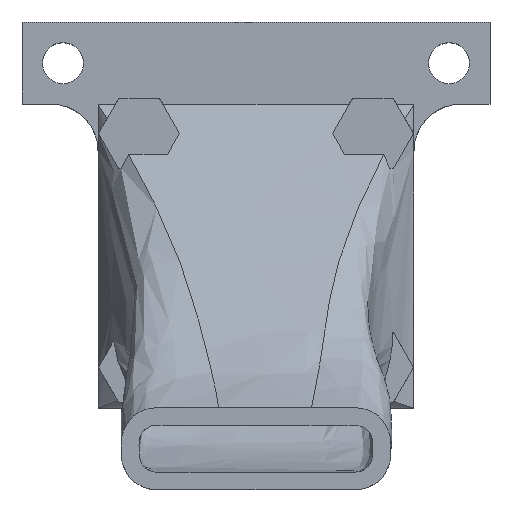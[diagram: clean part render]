
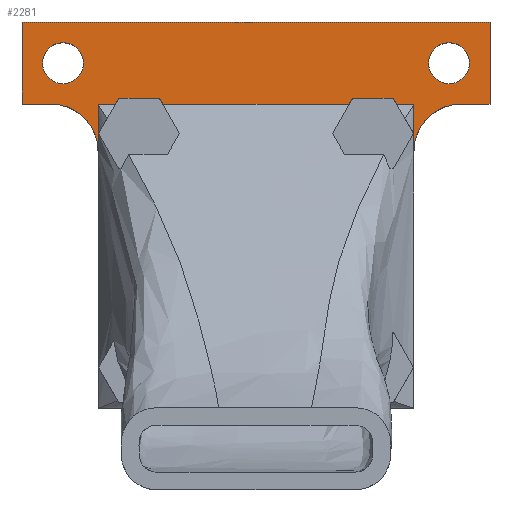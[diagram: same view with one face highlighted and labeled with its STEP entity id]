
A CAD part, top view. The second image highlights one B-rep face of the part: STEP entity #2281.
In plain terms, the highlighted planar face has unit normal (0, 0, 1).
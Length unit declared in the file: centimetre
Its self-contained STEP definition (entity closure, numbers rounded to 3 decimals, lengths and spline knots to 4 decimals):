
#726=VERTEX_POINT('',#9662);
#727=VERTEX_POINT('',#9664);
#732=VERTEX_POINT('',#9675);
#733=VERTEX_POINT('',#9677);
#819=VERTEX_POINT('',#10087);
#820=VERTEX_POINT('',#10089);
#826=VERTEX_POINT('',#10115);
#828=VERTEX_POINT('',#10121);
#837=VERTEX_POINT('',#10183);
#838=VERTEX_POINT('',#10185);
#841=VERTEX_POINT('',#10193);
#849=VERTEX_POINT('',#10230);
#868=VERTEX_POINT('',#12605);
#869=VERTEX_POINT('',#12823);
#870=VERTEX_POINT('',#12856);
#887=VERTEX_POINT('',#17603);
#888=VERTEX_POINT('',#17605);
#889=VERTEX_POINT('',#17607);
#890=VERTEX_POINT('',#17610);
#891=VERTEX_POINT('',#17612);
#973=EDGE_CURVE('',#726,#727,#3220,.T.);
#980=EDGE_CURVE('',#732,#733,#3223,.T.);
#1090=EDGE_CURVE('',#820,#819,#4707,.T.);
#1098=EDGE_CURVE('',#826,#820,#4713,.T.);
#1101=EDGE_CURVE('',#828,#826,#4716,.T.);
#1115=EDGE_CURVE('',#838,#837,#4721,.T.);
#1119=EDGE_CURVE('',#841,#838,#4725,.T.);
#1129=EDGE_CURVE('',#849,#841,#4732,.T.);
#1173=EDGE_CURVE('',#837,#868,#4742,.T.);
#1174=EDGE_CURVE('',#869,#828,#4742,.T.);
#1177=EDGE_CURVE('',#870,#732,#4744,.T.);
#1181=EDGE_CURVE('',#868,#733,#4653,.T.);
#1194=EDGE_CURVE('',#819,#849,#4742,.T.);
#1201=EDGE_CURVE('',#726,#869,#4658,.T.);
#1202=EDGE_CURVE('',#887,#870,#4748,.T.);
#1203=EDGE_CURVE('',#888,#887,#4749,.T.);
#1204=EDGE_CURVE('',#889,#888,#4750,.T.);
#1205=EDGE_CURVE('',#727,#889,#4751,.T.);
#1206=EDGE_CURVE('',#890,#890,#3242,.T.);
#1207=EDGE_CURVE('',#891,#891,#3243,.T.);
#1791=ORIENTED_EDGE('',*,*,#1090,.T.);
#1792=ORIENTED_EDGE('',*,*,#1194,.T.);
#1793=ORIENTED_EDGE('',*,*,#1129,.T.);
#1794=ORIENTED_EDGE('',*,*,#1119,.T.);
#1795=ORIENTED_EDGE('',*,*,#1115,.T.);
#1796=ORIENTED_EDGE('',*,*,#1173,.T.);
#1797=ORIENTED_EDGE('',*,*,#1181,.T.);
#1798=ORIENTED_EDGE('',*,*,#980,.F.);
#1799=ORIENTED_EDGE('',*,*,#1177,.F.);
#1800=ORIENTED_EDGE('',*,*,#1202,.F.);
#1801=ORIENTED_EDGE('',*,*,#1203,.F.);
#1802=ORIENTED_EDGE('',*,*,#1204,.F.);
#1803=ORIENTED_EDGE('',*,*,#1205,.F.);
#1804=ORIENTED_EDGE('',*,*,#973,.F.);
#1805=ORIENTED_EDGE('',*,*,#1201,.T.);
#1806=ORIENTED_EDGE('',*,*,#1174,.T.);
#1807=ORIENTED_EDGE('',*,*,#1101,.T.);
#1808=ORIENTED_EDGE('',*,*,#1098,.T.);
#1809=ORIENTED_EDGE('',*,*,#1206,.F.);
#1810=ORIENTED_EDGE('',*,*,#1207,.F.);
#2008=EDGE_LOOP('',(#1791,#1792,#1793,#1794,#1795,#1796,#1797,#1798,#1799,
#1800,#1801,#1802,#1803,#1804,#1805,#1806,#1807,#1808));
#2009=EDGE_LOOP('',(#1809));
#2010=EDGE_LOOP('',(#1810));
#2157=FACE_BOUND('',#2008,.T.);
#2158=FACE_BOUND('',#2009,.T.);
#2159=FACE_BOUND('',#2010,.T.);
#2281=ADVANCED_FACE('',(#2157,#2158,#2159),#7800,.T.);
#3220=CIRCLE('',#7151,0.4);
#3223=CIRCLE('',#7155,0.4);
#3242=CIRCLE('',#7216,0.175);
#3243=CIRCLE('',#7217,0.175);
#4653=LINE('',#9679,#7608);
#4658=LINE('',#9692,#7613);
#4707=LINE('',#10088,#7662);
#4713=LINE('',#10114,#7668);
#4716=LINE('',#10120,#7671);
#4721=LINE('',#10184,#7676);
#4725=LINE('',#10192,#7680);
#4732=LINE('',#10229,#7687);
#4742=LINE('',#12606,#7697);
#4744=LINE('',#12857,#7699);
#4748=LINE('',#17602,#7703);
#4749=LINE('',#17604,#7704);
#4750=LINE('',#17606,#7705);
#4751=LINE('',#17608,#7706);
#7151=AXIS2_PLACEMENT_3D('',#9663,#8399,#8400);
#7155=AXIS2_PLACEMENT_3D('',#9676,#8410,#8411);
#7215=AXIS2_PLACEMENT_3D('',#17601,#8589,$);
#7216=AXIS2_PLACEMENT_3D('',#17609,#8594,#8595);
#7217=AXIS2_PLACEMENT_3D('',#17611,#8596,#8597);
#7608=VECTOR('',#8413,1.);
#7613=VECTOR('',#8423,1.);
#7662=VECTOR('',#8519,1.);
#7668=VECTOR('',#8527,1.);
#7671=VECTOR('',#8531,1.);
#7676=VECTOR('',#8539,1.);
#7680=VECTOR('',#8544,1.);
#7687=VECTOR('',#8553,1.);
#7697=VECTOR('',#8570,1.);
#7699=VECTOR('',#8573,1.);
#7703=VECTOR('',#8590,1.);
#7704=VECTOR('',#8591,1.);
#7705=VECTOR('',#8592,1.);
#7706=VECTOR('',#8593,1.);
#7800=PLANE('',#7215);
#8399=DIRECTION('',(0.,0.,1.));
#8400=DIRECTION('',(0.283,0.283,0.));
#8410=DIRECTION('',(0.,0.,1.));
#8411=DIRECTION('',(-0.283,0.283,0.));
#8413=DIRECTION('',(0.,-1.,0.));
#8423=DIRECTION('',(0.,1.,0.));
#8519=DIRECTION('',(0.496,-0.868,0.));
#8527=DIRECTION('',(1.,-0.004,0.));
#8531=DIRECTION('',(0.504,0.864,0.));
#8539=DIRECTION('',(0.504,-0.864,0.));
#8544=DIRECTION('',(1.,0.004,0.));
#8553=DIRECTION('',(0.496,0.868,0.));
#8570=DIRECTION('',(1.,0.,0.));
#8573=DIRECTION('',(-1.,0.,0.));
#8589=DIRECTION('',(0.,0.,1.));
#8590=DIRECTION('',(0.,-1.,0.));
#8591=DIRECTION('',(1.,0.,0.));
#8592=DIRECTION('',(0.,1.,0.));
#8593=DIRECTION('',(-1.,0.,0.));
#8594=DIRECTION('',(0.,0.,1.));
#8595=DIRECTION('',(0.175,0.,0.));
#8596=DIRECTION('',(0.,0.,1.));
#8597=DIRECTION('',(0.175,0.,0.));
#9662=CARTESIAN_POINT('',(-1.35,0.85,0.5));
#9663=CARTESIAN_POINT('',(-1.75,0.85,0.5));
#9664=CARTESIAN_POINT('',(-1.75,1.25,0.5));
#9675=CARTESIAN_POINT('',(1.75,1.25,0.5));
#9676=CARTESIAN_POINT('',(1.75,0.85,0.5));
#9677=CARTESIAN_POINT('',(1.35,0.85,0.5));
#9679=CARTESIAN_POINT('',(1.35,-1.35,0.5));
#9692=CARTESIAN_POINT('',(-1.35,1.25,0.5));
#10087=CARTESIAN_POINT('',(-0.7974,1.25,0.5));
#10088=CARTESIAN_POINT('',(-0.5154,0.7569,0.5));
#10089=CARTESIAN_POINT('',(-0.8256,1.2993,0.5));
#10114=CARTESIAN_POINT('',(-0.4978,1.2979,0.5));
#10115=CARTESIAN_POINT('',(-1.172,1.3007,0.5));
#10120=CARTESIAN_POINT('',(-1.2343,1.1937,0.5));
#10121=CARTESIAN_POINT('',(-1.2015,1.25,0.5));
#10183=CARTESIAN_POINT('',(1.2015,1.25,0.5));
#10184=CARTESIAN_POINT('',(1.2343,1.1937,0.5));
#10185=CARTESIAN_POINT('',(1.172,1.3007,0.5));
#10192=CARTESIAN_POINT('',(0.4978,1.2979,0.5));
#10193=CARTESIAN_POINT('',(0.8256,1.2993,0.5));
#10229=CARTESIAN_POINT('',(0.5154,0.7569,0.5));
#10230=CARTESIAN_POINT('',(0.7974,1.25,0.5));
#12605=CARTESIAN_POINT('',(1.35,1.25,0.5));
#12606=CARTESIAN_POINT('',(1.35,1.25,0.5));
#12823=CARTESIAN_POINT('',(-1.35,1.25,0.5));
#12856=CARTESIAN_POINT('',(2.,1.25,0.5));
#12857=CARTESIAN_POINT('',(1.35,1.25,0.5));
#17601=CARTESIAN_POINT('',(0.,0.5315,0.5));
#17602=CARTESIAN_POINT('',(2.,1.25,0.5));
#17603=CARTESIAN_POINT('',(2.,1.95,0.5));
#17604=CARTESIAN_POINT('',(2.,1.95,0.5));
#17605=CARTESIAN_POINT('',(-2.,1.95,0.5));
#17606=CARTESIAN_POINT('',(-2.,1.95,0.5));
#17607=CARTESIAN_POINT('',(-2.,1.25,0.5));
#17608=CARTESIAN_POINT('',(-2.,1.25,0.5));
#17609=CARTESIAN_POINT('',(1.65,1.6,0.5));
#17610=CARTESIAN_POINT('',(1.825,1.6,0.5));
#17611=CARTESIAN_POINT('',(-1.65,1.6,0.5));
#17612=CARTESIAN_POINT('',(-1.475,1.6,0.5));
